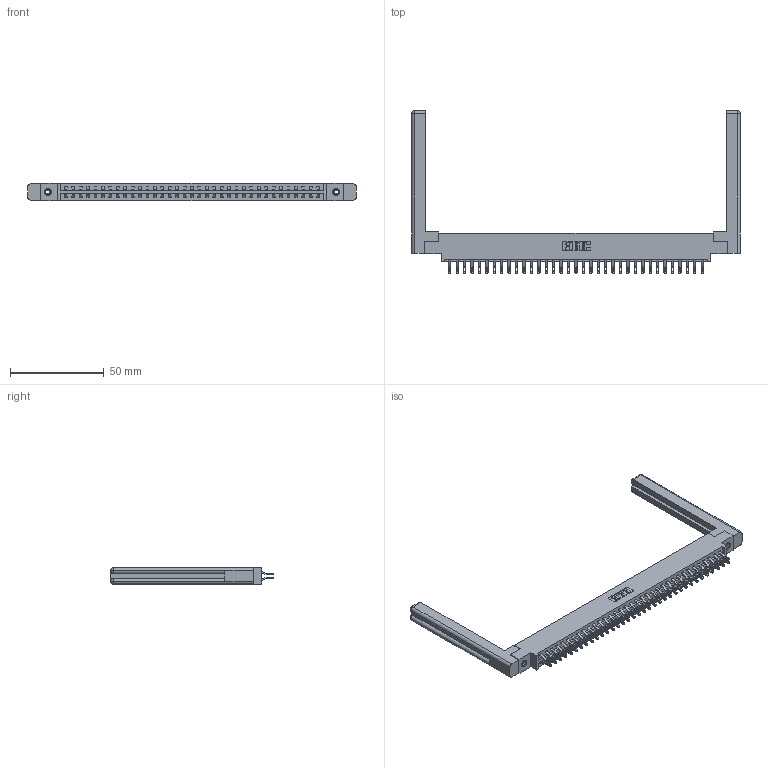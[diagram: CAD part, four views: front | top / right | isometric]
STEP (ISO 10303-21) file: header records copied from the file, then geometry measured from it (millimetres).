
FILE_DESCRIPTION (( 'STEP AP203' ), '1' );
FILE_NAME ('337-070-555-858.STEP', '2019-10-15T11:08:56', ( '' ), ( '' ), 'SwSTEP 2.0', 'SolidWorks 2016', '' );
FILE_SCHEMA (( 'CONFIG_CONTROL_DESIGN' ));
Length unit declared in the file: inch
Products named in the file (5): 337-070-555-858; 345-250-001_345-250-001-102; 345-292-001_555 Tail; 307-220-058; 337 Part_0.170 Offset - 0.156 Dia-TI
Assembly tree (75 placements, depth 2):
  337-070-555-858
    337 Part_0.170 Offset - 0.156 Dia-TI
    345-292-001_555 Tail  x70
    345-250-001_345-250-001-102  x2
    307-220-058  x2
Bounding box: 175.31 x 86.87 x 9.4 mm (x, y, z)
Volume: 25610.3 mm3; surface area: 26729.9 mm2
Topology: 75 solids, 75 shells, 4460 faces, 13907 edges, 9258 vertices
Faces by surface type: plane 2678, cylinder 1758, cone 12, torus 12
Entity records: 31134 total; most frequent: CARTESIAN_POINT 5295, ORIENTED_EDGE 5140, DIRECTION 4502, EDGE_CURVE 2570, LINE 2374, VECTOR 2374, VERTEX_POINT 1706, AXIS2_PLACEMENT_3D 1064
